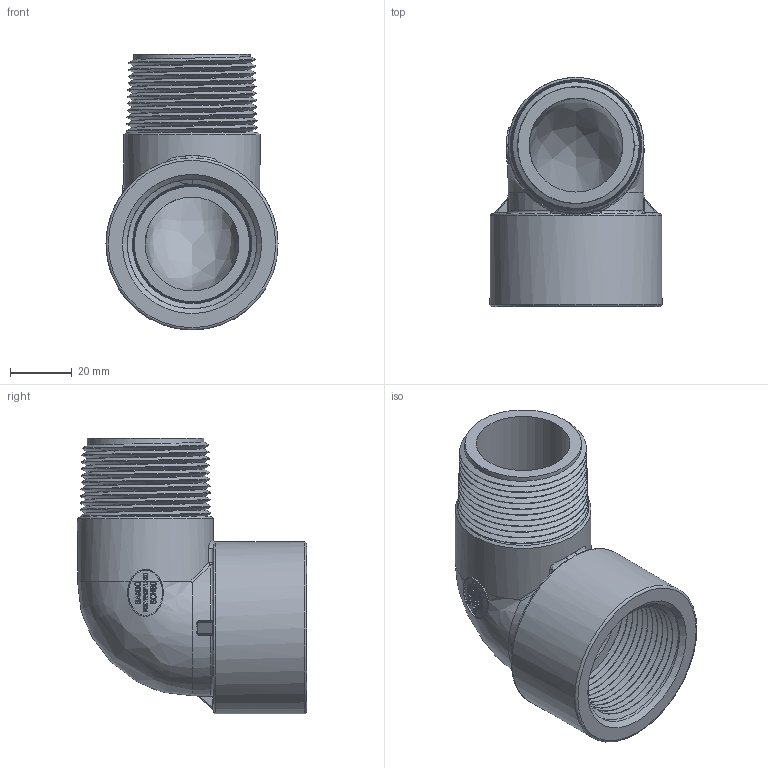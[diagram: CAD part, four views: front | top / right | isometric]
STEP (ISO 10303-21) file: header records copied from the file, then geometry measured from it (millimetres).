
FILE_DESCRIPTION(/* description */ ('1 1/4" 90° Street Elbow'),/* implementation_level */ '2;1');
FILE_NAME(/* name */ 'SL125-90.stp',/* time_stamp */ '2013-11-15T08:30:20-05:00',/* author */ ('dtruax'),/* organization */ (''),/* preprocessor_version */ 'ST-DEVELOPER v15.2',/* originating_system */ 'Autodesk Inventor 2014',/* authorisation */ '');
FILE_SCHEMA (('AUTOMOTIVE_DESIGN { 1 0 10303 214 3 1 1 }'));
Length unit declared in the file: inch
Products named in the file (1): SL125-90
Bounding box: 55.88 x 74.42 x 89.66 mm (x, y, z)
Volume: 94005.5 mm3; surface area: 34288.3 mm2
Topology: 1 solids, 1 shells, 482 faces, 1284 edges, 837 vertices
Faces by surface type: bspline 233, plane 173, cylinder 39, cone 29, torus 6, sphere 2
Full cylindrical faces by diameter (mm): 30.48 x2, 44.196 x1, 55.88 x1
Entity records: 24101 total; most frequent: CARTESIAN_POINT 14694, ORIENTED_EDGE 2404, EDGE_CURVE 1202, DIRECTION 1128, VERTEX_POINT 791, B_SPLINE_CURVE_WITH_KNOTS 666, EDGE_LOOP 507, ADVANCED_FACE 459
